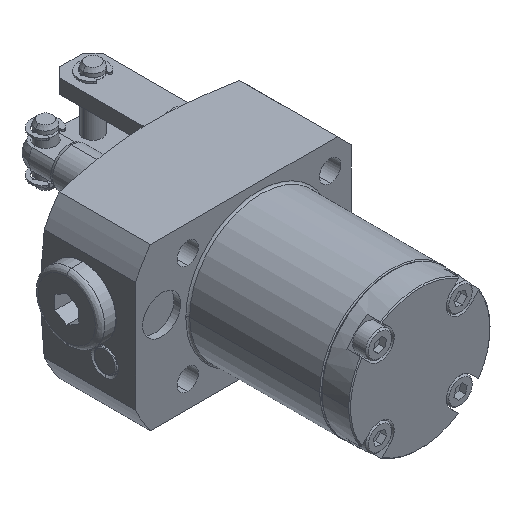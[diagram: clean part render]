
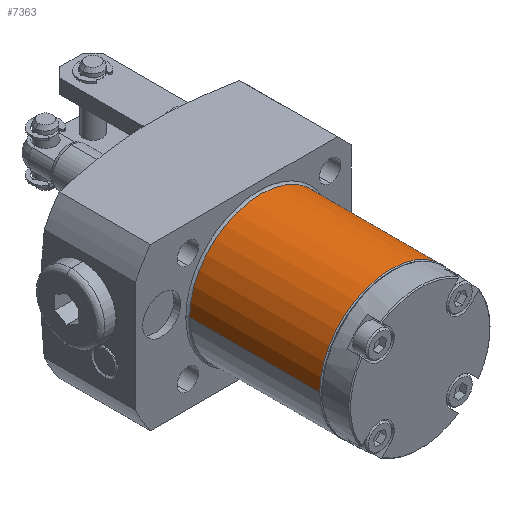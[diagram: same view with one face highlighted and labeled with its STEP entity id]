
A CAD part, isometric view. The second image highlights one B-rep face of the part: STEP entity #7363.
In plain terms, the highlighted cylindrical face has radius 15 mm (diameter 30 mm), a partial arc.
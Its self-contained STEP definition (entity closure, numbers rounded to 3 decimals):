
#89 = AXIS2_PLACEMENT_3D ( 'NONE', #831, #847, #848 ) ;
#173 = AXIS2_PLACEMENT_3D ( 'NONE', #11191, #11190, #11189 ) ;
#399 = AXIS2_PLACEMENT_3D ( 'NONE', #4647, #4648, #4649 ) ;
#831 = CARTESIAN_POINT ( 'NONE',  ( 0., 0., 0. ) ) ;
#847 = DIRECTION ( 'NONE',  ( 0., 1., 0. ) ) ;
#848 = DIRECTION ( 'NONE',  ( -1., 0., 0. ) ) ;
#1897 = VECTOR ( 'NONE', #11193, 1000. ) ;
#1898 = CIRCLE ( 'NONE', #173, 15. ) ;
#1905 = LINE ( 'NONE', #11199, #1897 ) ;
#2021 = CYLINDRICAL_SURFACE ( 'NONE', #89, 15. ) ;
#2022 = FACE_OUTER_BOUND ( 'NONE', #6809, .T. ) ;
#2131 = LINE ( 'NONE', #11198, #2132 ) ;
#2132 = VECTOR ( 'NONE', #11204, 1000. ) ;
#3462 = CARTESIAN_POINT ( 'NONE',  ( -15., -0.4, 0. ) ) ;
#3908 = CARTESIAN_POINT ( 'NONE',  ( 15., -27.8, 0. ) ) ;
#3917 = CARTESIAN_POINT ( 'NONE',  ( -15., -27.8, 0. ) ) ;
#4647 = CARTESIAN_POINT ( 'NONE',  ( 0., -0.4, 0. ) ) ;
#4648 = DIRECTION ( 'NONE',  ( 0., -1., 0. ) ) ;
#4649 = DIRECTION ( 'NONE',  ( -1., 0., 0. ) ) ;
#6423 = CIRCLE ( 'NONE', #399, 15. ) ;
#6742 = VERTEX_POINT ( 'NONE', #3917 ) ;
#6749 = VERTEX_POINT ( 'NONE', #3908 ) ;
#6809 = EDGE_LOOP ( 'NONE', ( #10266, #10557, #10564, #10465 ) ) ;
#6860 = VERTEX_POINT ( 'NONE', #3462 ) ;
#7198 = VERTEX_POINT ( 'NONE', #9617 ) ;
#7363 = ADVANCED_FACE ( 'NONE', ( #2022 ), #2021, .T. ) ;
#7481 = EDGE_CURVE ( 'NONE', #6742, #6860, #2131, .T. ) ;
#7482 = EDGE_CURVE ( 'NONE', #6749, #7198, #1905, .T. ) ;
#7483 = EDGE_CURVE ( 'NONE', #6742, #6749, #1898, .T. ) ;
#9617 = CARTESIAN_POINT ( 'NONE',  ( 15., -0.4, 0. ) ) ;
#10110 = EDGE_CURVE ( 'NONE', #7198, #6860, #6423, .T. ) ;
#10266 = ORIENTED_EDGE ( 'NONE', *, *, #7483, .T. ) ;
#10465 = ORIENTED_EDGE ( 'NONE', *, *, #7481, .F. ) ;
#10557 = ORIENTED_EDGE ( 'NONE', *, *, #7482, .T. ) ;
#10564 = ORIENTED_EDGE ( 'NONE', *, *, #10110, .T. ) ;
#11189 = DIRECTION ( 'NONE',  ( -1., 0., 0. ) ) ;
#11190 = DIRECTION ( 'NONE',  ( 0., 1., 0. ) ) ;
#11191 = CARTESIAN_POINT ( 'NONE',  ( 0., -27.8, 0. ) ) ;
#11193 = DIRECTION ( 'NONE',  ( 0., 1., 0. ) ) ;
#11198 = CARTESIAN_POINT ( 'NONE',  ( -15., 0., 0. ) ) ;
#11199 = CARTESIAN_POINT ( 'NONE',  ( 15., 0., 0. ) ) ;
#11204 = DIRECTION ( 'NONE',  ( 0., 1., 0. ) ) ;
